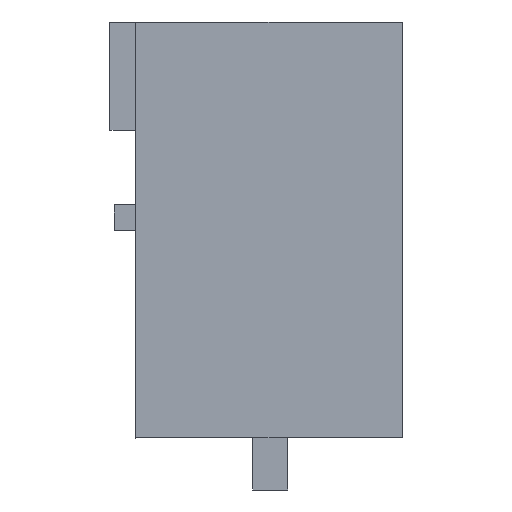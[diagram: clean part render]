
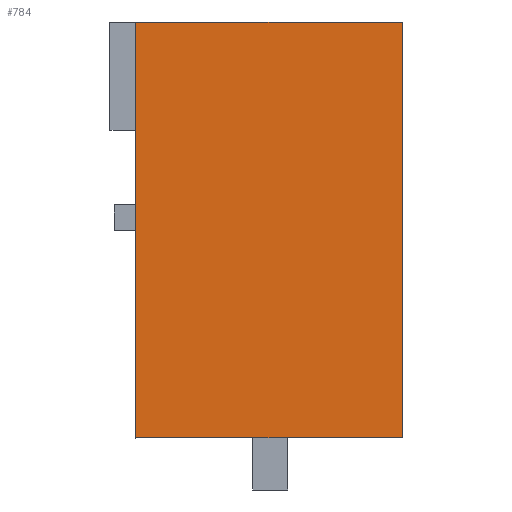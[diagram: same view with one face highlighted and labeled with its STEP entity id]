
A CAD part, left-side view. The second image highlights one B-rep face of the part: STEP entity #784.
In plain terms, the highlighted planar face has unit normal (-1, 0, 0).
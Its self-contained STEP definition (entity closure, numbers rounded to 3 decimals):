
#771=AXIS2_PLACEMENT_3D('Plane Axis2P3D',#768,#769,#770) ;
#89=CARTESIAN_POINT('Vertex',(0.,0.,13.5)) ;
#92=CARTESIAN_POINT('Line Origine',(0.,0.,7.5)) ;
#96=CARTESIAN_POINT('Vertex',(0.,0.,1.5)) ;
#205=CARTESIAN_POINT('Vertex',(0.,7.68,13.5)) ;
#208=CARTESIAN_POINT('Line Origine',(0.,3.84,13.5)) ;
#745=CARTESIAN_POINT('Vertex',(0.,7.68,1.5)) ;
#755=CARTESIAN_POINT('Line Origine',(0.,3.84,1.5)) ;
#768=CARTESIAN_POINT('Axis2P3D Location',(0.,0.,13.5)) ;
#773=CARTESIAN_POINT('Line Origine',(0.,7.68,7.5)) ;
#93=DIRECTION('Vector Direction',(0.,0.,-1.)) ;
#209=DIRECTION('Vector Direction',(0.,1.,0.)) ;
#756=DIRECTION('Vector Direction',(0.,1.,0.)) ;
#769=DIRECTION('Axis2P3D Direction',(-1.,0.,0.)) ;
#770=DIRECTION('Axis2P3D XDirection',(0.,1.,0.)) ;
#774=DIRECTION('Vector Direction',(0.,0.,-1.)) ;
#94=VECTOR('Line Direction',#93,1.) ;
#210=VECTOR('Line Direction',#209,1.) ;
#757=VECTOR('Line Direction',#756,1.) ;
#775=VECTOR('Line Direction',#774,1.) ;
#779=ORIENTED_EDGE('',*,*,#98,.F.) ;
#780=ORIENTED_EDGE('',*,*,#212,.T.) ;
#781=ORIENTED_EDGE('',*,*,#777,.T.) ;
#782=ORIENTED_EDGE('',*,*,#759,.F.) ;
#784=ADVANCED_FACE('Body',(#783),#772,.T.) ;
#98=EDGE_CURVE('',#90,#97,#95,.T.) ;
#212=EDGE_CURVE('',#90,#206,#211,.T.) ;
#759=EDGE_CURVE('',#97,#746,#758,.T.) ;
#777=EDGE_CURVE('',#206,#746,#776,.T.) ;
#778=EDGE_LOOP('',(#779,#780,#781,#782)) ;
#783=FACE_OUTER_BOUND('',#778,.T.) ;
#95=LINE('Line',#92,#94) ;
#211=LINE('Line',#208,#210) ;
#758=LINE('Line',#755,#757) ;
#776=LINE('Line',#773,#775) ;
#772=PLANE('',#771) ;
#90=VERTEX_POINT('',#89) ;
#97=VERTEX_POINT('',#96) ;
#206=VERTEX_POINT('',#205) ;
#746=VERTEX_POINT('',#745) ;
